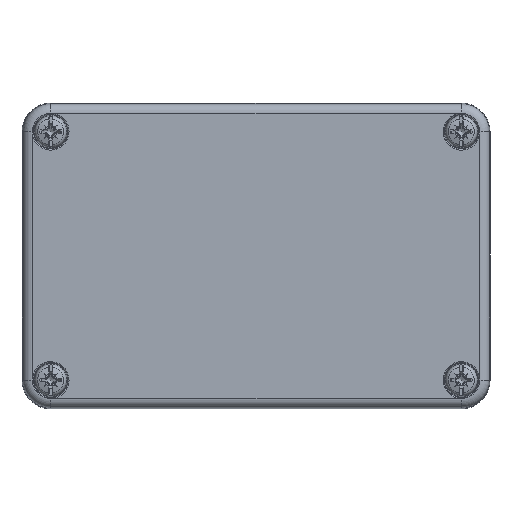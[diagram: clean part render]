
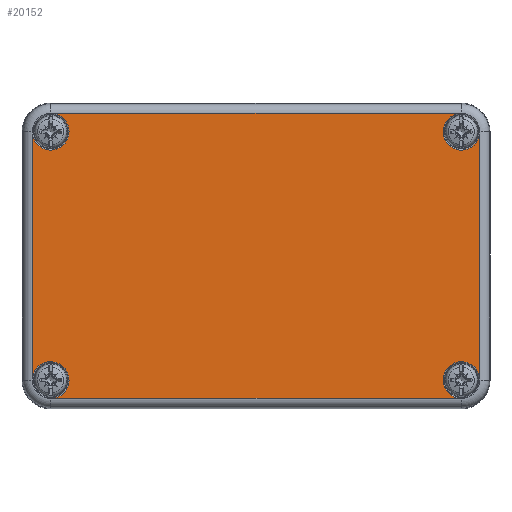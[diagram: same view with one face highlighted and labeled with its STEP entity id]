
A CAD part, top view. The second image highlights one B-rep face of the part: STEP entity #20152.
In plain terms, the highlighted face is planar.
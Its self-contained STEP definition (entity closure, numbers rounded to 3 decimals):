
#704=PLANE('',#22421);
#1705=LINE('',#45813,#2815);
#1706=LINE('',#45827,#2816);
#1707=LINE('',#45833,#2817);
#1708=LINE('',#45839,#2818);
#2815=VECTOR('',#27265,10.);
#2816=VECTOR('',#27272,10.);
#2817=VECTOR('',#27277,10.);
#2818=VECTOR('',#27282,10.);
#4410=FACE_OUTER_BOUND('',#5809,.T.);
#5809=EDGE_LOOP('',(#16678,#16679,#16680,#16681,#16682,#16683,#16684,#16685,
#16686,#16687));
#7195=CIRCLE('',#22415,3.847);
#7200=CIRCLE('',#22422,3.847);
#7201=CIRCLE('',#22423,3.847);
#7202=CIRCLE('',#22424,3.847);
#7203=CIRCLE('',#22425,3.847);
#7204=CIRCLE('',#22426,3.847);
#9243=VERTEX_POINT('',#45791);
#9244=VERTEX_POINT('',#45800);
#9246=VERTEX_POINT('',#45812);
#9248=VERTEX_POINT('',#45826);
#9249=VERTEX_POINT('',#45828);
#9250=VERTEX_POINT('',#45830);
#9251=VERTEX_POINT('',#45832);
#9252=VERTEX_POINT('',#45834);
#9253=VERTEX_POINT('',#45836);
#9254=VERTEX_POINT('',#45838);
#11810=EDGE_CURVE('',#9243,#9244,#7195,.T.);
#11814=EDGE_CURVE('',#9244,#9246,#1705,.T.);
#11818=EDGE_CURVE('',#9248,#9243,#1706,.T.);
#11819=EDGE_CURVE('',#9249,#9248,#7200,.T.);
#11820=EDGE_CURVE('',#9250,#9249,#7201,.T.);
#11821=EDGE_CURVE('',#9251,#9250,#1707,.T.);
#11822=EDGE_CURVE('',#9252,#9251,#7202,.T.);
#11823=EDGE_CURVE('',#9253,#9252,#7203,.T.);
#11824=EDGE_CURVE('',#9254,#9253,#1708,.T.);
#11825=EDGE_CURVE('',#9246,#9254,#7204,.T.);
#16678=ORIENTED_EDGE('',*,*,#11810,.F.);
#16679=ORIENTED_EDGE('',*,*,#11818,.F.);
#16680=ORIENTED_EDGE('',*,*,#11819,.F.);
#16681=ORIENTED_EDGE('',*,*,#11820,.F.);
#16682=ORIENTED_EDGE('',*,*,#11821,.F.);
#16683=ORIENTED_EDGE('',*,*,#11822,.F.);
#16684=ORIENTED_EDGE('',*,*,#11823,.F.);
#16685=ORIENTED_EDGE('',*,*,#11824,.F.);
#16686=ORIENTED_EDGE('',*,*,#11825,.F.);
#16687=ORIENTED_EDGE('',*,*,#11814,.F.);
#20152=ADVANCED_FACE('',(#4410),#704,.F.);
#22415=AXIS2_PLACEMENT_3D('',#45801,#27257,#27258);
#22421=AXIS2_PLACEMENT_3D('',#45825,#27270,#27271);
#22422=AXIS2_PLACEMENT_3D('',#45829,#27273,#27274);
#22423=AXIS2_PLACEMENT_3D('',#45831,#27275,#27276);
#22424=AXIS2_PLACEMENT_3D('',#45835,#27278,#27279);
#22425=AXIS2_PLACEMENT_3D('',#45837,#27280,#27281);
#22426=AXIS2_PLACEMENT_3D('',#45840,#27283,#27284);
#27257=DIRECTION('center_axis',(0.,0.,-1.));
#27258=DIRECTION('ref_axis',(1.,0.,0.));
#27265=DIRECTION('',(0.,-1.,0.));
#27270=DIRECTION('center_axis',(0.,0.,1.));
#27271=DIRECTION('ref_axis',(1.,0.,0.));
#27272=DIRECTION('',(-1.,0.,0.));
#27273=DIRECTION('center_axis',(0.,0.,-1.));
#27274=DIRECTION('ref_axis',(1.,0.,0.));
#27275=DIRECTION('center_axis',(0.,0.,-1.));
#27276=DIRECTION('ref_axis',(1.,0.,0.));
#27277=DIRECTION('',(0.,1.,0.));
#27278=DIRECTION('center_axis',(0.,0.,-1.));
#27279=DIRECTION('ref_axis',(1.,0.,0.));
#27280=DIRECTION('center_axis',(0.,0.,-1.));
#27281=DIRECTION('ref_axis',(1.,0.,0.));
#27282=DIRECTION('',(1.,0.,0.));
#27283=DIRECTION('center_axis',(0.,0.,-1.));
#27284=DIRECTION('ref_axis',(1.,0.,0.));
#45791=CARTESIAN_POINT('',(-42.52,29.816,-12.5));
#45800=CARTESIAN_POINT('',(-46.816,25.52,-12.5));
#45801=CARTESIAN_POINT('Origin',(-43.,26.,-12.5));
#45812=CARTESIAN_POINT('',(-46.816,-25.52,-12.5));
#45813=CARTESIAN_POINT('',(-46.816,13.,-12.5));
#45825=CARTESIAN_POINT('Origin',(0.,0.,
-12.5));
#45826=CARTESIAN_POINT('',(42.52,29.816,-12.5));
#45827=CARTESIAN_POINT('',(21.5,29.816,-12.5));
#45828=CARTESIAN_POINT('',(39.153,26.,-12.5));
#45829=CARTESIAN_POINT('Origin',(43.,26.,-12.5));
#45830=CARTESIAN_POINT('',(46.816,25.52,-12.5));
#45831=CARTESIAN_POINT('Origin',(43.,26.,-12.5));
#45832=CARTESIAN_POINT('',(46.816,-25.52,-12.5));
#45833=CARTESIAN_POINT('',(46.816,-13.,-12.5));
#45834=CARTESIAN_POINT('',(39.153,-26.,-12.5));
#45835=CARTESIAN_POINT('Origin',(43.,-26.,-12.5));
#45836=CARTESIAN_POINT('',(42.52,-29.816,-12.5));
#45837=CARTESIAN_POINT('Origin',(43.,-26.,-12.5));
#45838=CARTESIAN_POINT('',(-42.52,-29.816,-12.5));
#45839=CARTESIAN_POINT('',(-21.5,-29.816,-12.5));
#45840=CARTESIAN_POINT('Origin',(-43.,-26.,-12.5));
